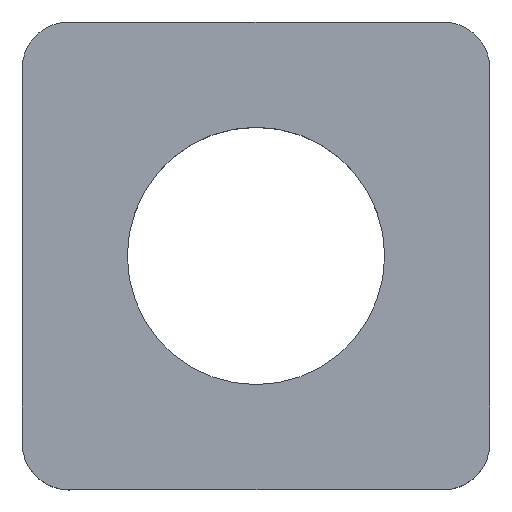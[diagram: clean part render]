
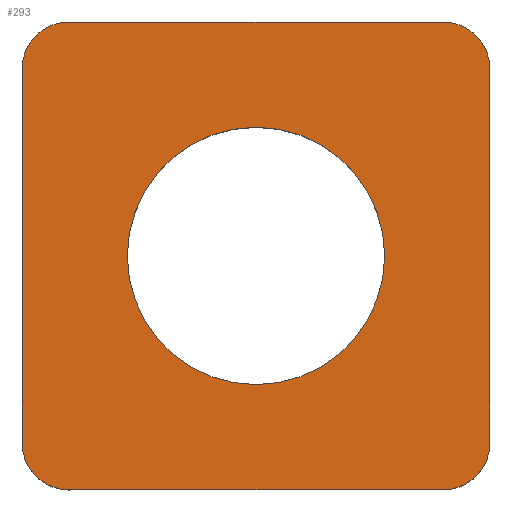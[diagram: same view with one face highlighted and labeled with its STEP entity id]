
A CAD part, top view. The second image highlights one B-rep face of the part: STEP entity #293.
In plain terms, the highlighted planar face has unit normal (0, 0, 1).
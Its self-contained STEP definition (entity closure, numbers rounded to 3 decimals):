
#7=CARTESIAN_POINT('',(-5.0,-4.0,0.0));
#8=VERTEX_POINT('',#7);
#26=CARTESIAN_POINT('',(-4.0,-5.0,0.0));
#27=VERTEX_POINT('',#26);
#34=CARTESIAN_POINT('',(-4.0,-4.0,0.0));
#35=DIRECTION('',(0.0,0.0,1.0));
#36=DIRECTION('',(1.0,0.0,0.0));
#37=AXIS2_PLACEMENT_3D('',#34,#35,#36);
#38=CIRCLE('',#37,1.0);
#39=EDGE_CURVE('',#8,#27,#38,.T.);
#58=CARTESIAN_POINT('',(4.,-5.,0.0));
#59=VERTEX_POINT('',#58);
#66=CARTESIAN_POINT('',(-4.0,-5.0,0.0));
#67=DIRECTION('',(1.0,0.0,0.0));
#68=VECTOR('',#67,8.);
#69=LINE('',#66,#68);
#70=EDGE_CURVE('',#27,#59,#69,.T.);
#90=CARTESIAN_POINT('',(5.,-4.,0.0));
#91=VERTEX_POINT('',#90);
#98=CARTESIAN_POINT('',(4.,-4.,0.0));
#99=DIRECTION('',(0.0,0.0,1.0));
#100=DIRECTION('',(1.0,0.0,0.0));
#101=AXIS2_PLACEMENT_3D('',#98,#99,#100);
#102=CIRCLE('',#101,1.0);
#103=EDGE_CURVE('',#59,#91,#102,.T.);
#122=CARTESIAN_POINT('',(5.0,4.0,0.0));
#123=VERTEX_POINT('',#122);
#130=CARTESIAN_POINT('',(5.,-4.,0.0));
#131=DIRECTION('',(0.0,1.0,0.0));
#132=VECTOR('',#131,8.);
#133=LINE('',#130,#132);
#134=EDGE_CURVE('',#91,#123,#133,.T.);
#154=CARTESIAN_POINT('',(4.0,5.0,0.0));
#155=VERTEX_POINT('',#154);
#162=CARTESIAN_POINT('',(4.0,4.0,0.0));
#163=DIRECTION('',(0.0,0.0,1.0));
#164=DIRECTION('',(1.0,0.0,0.0));
#165=AXIS2_PLACEMENT_3D('',#162,#163,#164);
#166=CIRCLE('',#165,1.0);
#167=EDGE_CURVE('',#123,#155,#166,.T.);
#186=CARTESIAN_POINT('',(-4.0,5.,0.0));
#187=VERTEX_POINT('',#186);
#194=CARTESIAN_POINT('',(4.0,5.0,0.0));
#195=DIRECTION('',(-1.0,0.0,0.0));
#196=VECTOR('',#195,8.0);
#197=LINE('',#194,#196);
#198=EDGE_CURVE('',#155,#187,#197,.T.);
#218=CARTESIAN_POINT('',(-5.0,4.,0.0));
#219=VERTEX_POINT('',#218);
#226=CARTESIAN_POINT('',(-4.0,4.,0.0));
#227=DIRECTION('',(0.0,0.0,1.0));
#228=DIRECTION('',(1.0,0.0,0.0));
#229=AXIS2_PLACEMENT_3D('',#226,#227,#228);
#230=CIRCLE('',#229,1.0);
#231=EDGE_CURVE('',#187,#219,#230,.T.);
#249=CARTESIAN_POINT('',(-5.0,4.,0.0));
#250=DIRECTION('',(0.0,-1.0,0.0));
#251=VECTOR('',#250,8.);
#252=LINE('',#249,#251);
#253=EDGE_CURVE('',#219,#8,#252,.T.);
#258=CARTESIAN_POINT('',(-6.,-6.,0.0));
#259=DIRECTION('',(0.0,0.0,1.0));
#260=DIRECTION('',(1.0,0.0,0.0));
#261=AXIS2_PLACEMENT_3D('',#258,#259,#260);
#262=PLANE('',#261);
#263=ORIENTED_EDGE('',*,*,#39,.T.);
#264=ORIENTED_EDGE('',*,*,#70,.T.);
#265=ORIENTED_EDGE('',*,*,#103,.T.);
#266=ORIENTED_EDGE('',*,*,#134,.T.);
#267=ORIENTED_EDGE('',*,*,#167,.T.);
#268=ORIENTED_EDGE('',*,*,#198,.T.);
#269=ORIENTED_EDGE('',*,*,#231,.T.);
#270=ORIENTED_EDGE('',*,*,#253,.T.);
#271=EDGE_LOOP('',(#263,#264,#265,#266,#267,#268,#269,#270));
#272=FACE_OUTER_BOUND('',#271,.T.);
#273=CARTESIAN_POINT('',(-2.75,0.0,0.0));
#274=VERTEX_POINT('',#273);
#275=CARTESIAN_POINT('',(2.75,0.0,0.0));
#276=VERTEX_POINT('',#275);
#277=CARTESIAN_POINT('',(0.0,0.0,0.0));
#278=DIRECTION('',(0.0,0.0,1.0));
#279=DIRECTION('',(1.0,0.0,0.0));
#280=AXIS2_PLACEMENT_3D('',#277,#278,#279);
#281=CIRCLE('',#280,2.75);
#282=EDGE_CURVE('',#274,#276,#281,.T.);
#283=ORIENTED_EDGE('',*,*,#282,.F.);
#284=CARTESIAN_POINT('',(0.0,0.0,0.0));
#285=DIRECTION('',(0.0,0.0,1.0));
#286=DIRECTION('',(1.0,0.0,0.0));
#287=AXIS2_PLACEMENT_3D('',#284,#285,#286);
#288=CIRCLE('',#287,2.75);
#289=EDGE_CURVE('',#276,#274,#288,.T.);
#290=ORIENTED_EDGE('',*,*,#289,.F.);
#291=EDGE_LOOP('',(#283,#290));
#292=FACE_BOUND('',#291,.T.);
#293=ADVANCED_FACE('',(#272,#292),#262,.T.);
